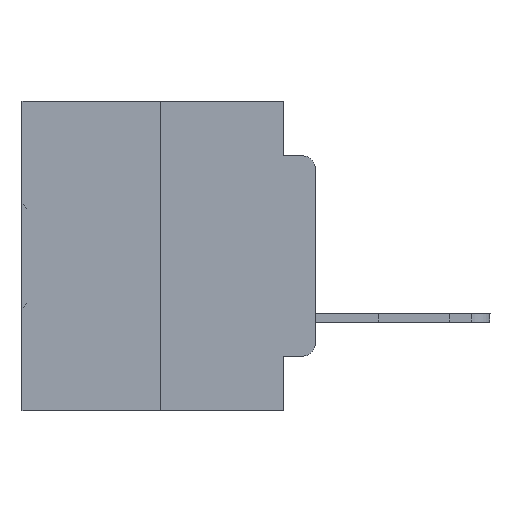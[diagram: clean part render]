
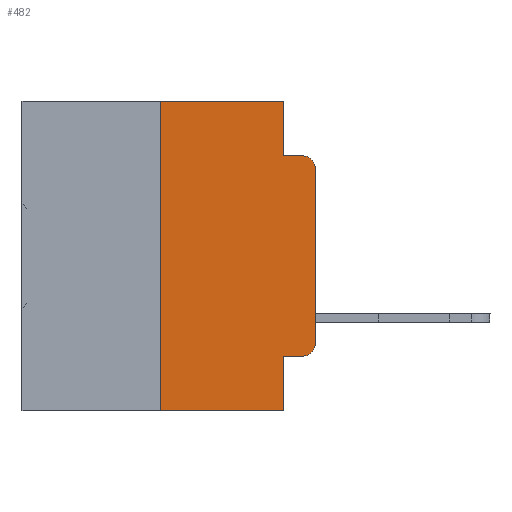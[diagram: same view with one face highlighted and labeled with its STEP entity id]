
A CAD part, left-side view. The second image highlights one B-rep face of the part: STEP entity #482.
In plain terms, the highlighted planar face has unit normal (-1, 0, 0).
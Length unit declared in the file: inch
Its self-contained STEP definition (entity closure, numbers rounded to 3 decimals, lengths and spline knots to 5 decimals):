
#482 = ADVANCED_FACE ( 'NONE', ( #23083 ), #22168, .F. ) ;
#1411 = DIRECTION ( 'NONE',  ( 0., 0., 1. ) ) ;
#1426 = VERTEX_POINT ( 'NONE', #29077 ) ;
#1727 = ORIENTED_EDGE ( 'NONE', *, *, #29316, .F. ) ;
#1790 = LINE ( 'NONE', #8740, #11295 ) ;
#1862 = ORIENTED_EDGE ( 'NONE', *, *, #30385, .T. ) ;
#2365 = VECTOR ( 'NONE', #30242, 39.37008 ) ;
#2496 = ORIENTED_EDGE ( 'NONE', *, *, #28166, .F. ) ;
#2937 = VECTOR ( 'NONE', #13841, 39.37008 ) ;
#3324 = CARTESIAN_POINT ( 'NONE',  ( 0., 0.051, -0.0885 ) ) ;
#3794 = CIRCLE ( 'NONE', #15558, 0.02 ) ;
#4778 = VERTEX_POINT ( 'NONE', #14938 ) ;
#5222 = LINE ( 'NONE', #21525, #10585 ) ;
#6255 = CARTESIAN_POINT ( 'NONE',  ( 0., 0.25, -0.5 ) ) ;
#6323 = CARTESIAN_POINT ( 'NONE',  ( 0., 0.473, 0. ) ) ;
#7328 = ORIENTED_EDGE ( 'NONE', *, *, #29116, .F. ) ;
#7743 = EDGE_CURVE ( 'NONE', #20584, #1426, #5222, .T. ) ;
#8740 = CARTESIAN_POINT ( 'NONE',  ( 0., 0.051, 0. ) ) ;
#9546 = CARTESIAN_POINT ( 'NONE',  ( 0., 0., 0. ) ) ;
#10119 = EDGE_CURVE ( 'NONE', #23929, #20584, #25702, .T. ) ;
#10446 = VECTOR ( 'NONE', #14684, 39.37008 ) ;
#10585 = VECTOR ( 'NONE', #21205, 39.37008 ) ;
#10724 = CARTESIAN_POINT ( 'NONE',  ( 0., 0.051, 0. ) ) ;
#10793 = CARTESIAN_POINT ( 'NONE',  ( 0., 0.051, -0.0885 ) ) ;
#11027 = EDGE_CURVE ( 'NONE', #23909, #4778, #21454, .T. ) ;
#11295 = VECTOR ( 'NONE', #29819, 39.37008 ) ;
#11355 = AXIS2_PLACEMENT_3D ( 'NONE', #30095, #30449, #27783 ) ;
#11359 = VERTEX_POINT ( 'NONE', #32679 ) ;
#12501 = LINE ( 'NONE', #9546, #10446 ) ;
#12737 = LINE ( 'NONE', #27700, #2365 ) ;
#12920 = EDGE_CURVE ( 'NONE', #11359, #21339, #12737, .T. ) ;
#13371 = VECTOR ( 'NONE', #18474, 39.37008 ) ;
#13751 = VECTOR ( 'NONE', #1411, 39.37008 ) ;
#13841 = DIRECTION ( 'NONE',  ( 0., -1., 0. ) ) ;
#14355 = DIRECTION ( 'NONE',  ( 0., -1., 0. ) ) ;
#14684 = DIRECTION ( 'NONE',  ( 0., 0., 1. ) ) ;
#14938 = CARTESIAN_POINT ( 'NONE',  ( 0., 0.02, -0.0885 ) ) ;
#15558 = AXIS2_PLACEMENT_3D ( 'NONE', #29890, #27340, #24779 ) ;
#17436 = CARTESIAN_POINT ( 'NONE',  ( 0., 0.25, 0. ) ) ;
#18061 = ORIENTED_EDGE ( 'NONE', *, *, #29406, .T. ) ;
#18474 = DIRECTION ( 'NONE',  ( 0., 0., -1. ) ) ;
#18641 = LINE ( 'NONE', #10724, #13371 ) ;
#19184 = ORIENTED_EDGE ( 'NONE', *, *, #10119, .F. ) ;
#20433 = ORIENTED_EDGE ( 'NONE', *, *, #30929, .T. ) ;
#20584 = VERTEX_POINT ( 'NONE', #23765 ) ;
#21205 = DIRECTION ( 'NONE',  ( 0., -1., 0. ) ) ;
#21339 = VERTEX_POINT ( 'NONE', #25300 ) ;
#21454 = CIRCLE ( 'NONE', #11355, 0.02 ) ;
#21525 = CARTESIAN_POINT ( 'NONE',  ( 0., 0.473, 0. ) ) ;
#22168 = PLANE ( 'NONE',  #27929 ) ;
#22297 = ORIENTED_EDGE ( 'NONE', *, *, #11027, .T. ) ;
#22416 = LINE ( 'NONE', #32682, #31141 ) ;
#22620 = EDGE_LOOP ( 'NONE', ( #1862, #22297, #2496, #7328, #24745, #19184, #18061, #1727, #25678, #20433 ) ) ;
#23083 = FACE_OUTER_BOUND ( 'NONE', #22620, .T. ) ;
#23765 = CARTESIAN_POINT ( 'NONE',  ( 0., 0.25, 0. ) ) ;
#23909 = VERTEX_POINT ( 'NONE', #32752 ) ;
#23929 = VERTEX_POINT ( 'NONE', #6255 ) ;
#24745 = ORIENTED_EDGE ( 'NONE', *, *, #7743, .F. ) ;
#24779 = DIRECTION ( 'NONE',  ( 0., 0., -1. ) ) ;
#25172 = CARTESIAN_POINT ( 'NONE',  ( 0., 0., -0.3915 ) ) ;
#25300 = CARTESIAN_POINT ( 'NONE',  ( 0., 0.02, -0.4115 ) ) ;
#25678 = ORIENTED_EDGE ( 'NONE', *, *, #12920, .T. ) ;
#25702 = LINE ( 'NONE', #17436, #13751 ) ;
#26158 = VERTEX_POINT ( 'NONE', #25172 ) ;
#27340 = DIRECTION ( 'NONE',  ( -1., 0., 0. ) ) ;
#27348 = VERTEX_POINT ( 'NONE', #29018 ) ;
#27398 = DIRECTION ( 'NONE',  ( 0., 0., -1. ) ) ;
#27700 = CARTESIAN_POINT ( 'NONE',  ( 0., 0.051, -0.4115 ) ) ;
#27783 = DIRECTION ( 'NONE',  ( 0., 0., -1. ) ) ;
#27929 = AXIS2_PLACEMENT_3D ( 'NONE', #6323, #29946, #27398 ) ;
#28166 = EDGE_CURVE ( 'NONE', #32608, #4778, #33075, .T. ) ;
#29018 = CARTESIAN_POINT ( 'NONE',  ( 0., 0.051, -0.5 ) ) ;
#29077 = CARTESIAN_POINT ( 'NONE',  ( 0., 0.051, 0. ) ) ;
#29116 = EDGE_CURVE ( 'NONE', #1426, #32608, #18641, .T. ) ;
#29316 = EDGE_CURVE ( 'NONE', #11359, #27348, #1790, .T. ) ;
#29406 = EDGE_CURVE ( 'NONE', #23929, #27348, #22416, .T. ) ;
#29819 = DIRECTION ( 'NONE',  ( 0., 0., -1. ) ) ;
#29890 = CARTESIAN_POINT ( 'NONE',  ( 0., 0.02, -0.3915 ) ) ;
#29946 = DIRECTION ( 'NONE',  ( 1., 0., 0. ) ) ;
#30095 = CARTESIAN_POINT ( 'NONE',  ( 0., 0.02, -0.1085 ) ) ;
#30242 = DIRECTION ( 'NONE',  ( 0., -1., 0. ) ) ;
#30385 = EDGE_CURVE ( 'NONE', #26158, #23909, #12501, .T. ) ;
#30449 = DIRECTION ( 'NONE',  ( -1., 0., 0. ) ) ;
#30929 = EDGE_CURVE ( 'NONE', #21339, #26158, #3794, .T. ) ;
#31141 = VECTOR ( 'NONE', #14355, 39.37008 ) ;
#32608 = VERTEX_POINT ( 'NONE', #10793 ) ;
#32679 = CARTESIAN_POINT ( 'NONE',  ( 0., 0.051, -0.4115 ) ) ;
#32682 = CARTESIAN_POINT ( 'NONE',  ( 0., 0.473, -0.5 ) ) ;
#32752 = CARTESIAN_POINT ( 'NONE',  ( 0., 0., -0.1085 ) ) ;
#33075 = LINE ( 'NONE', #3324, #2937 ) ;
